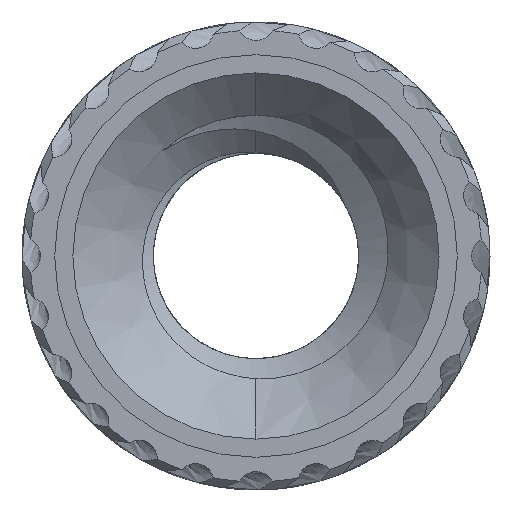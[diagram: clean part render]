
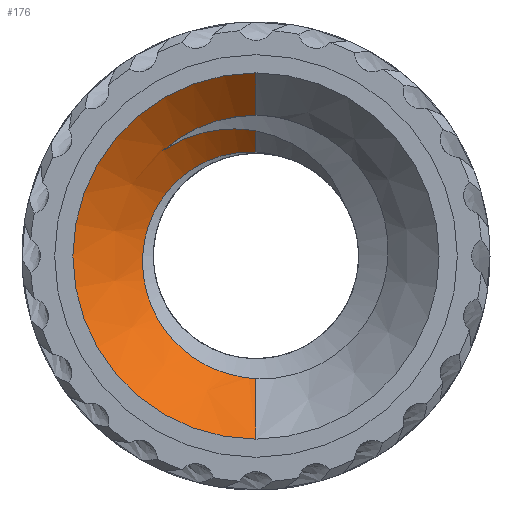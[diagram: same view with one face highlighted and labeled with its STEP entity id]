
A CAD part, front view. The second image highlights one B-rep face of the part: STEP entity #176.
In plain terms, the highlighted conical face has half-angle 45 degrees and reference radius 1.421 mm.
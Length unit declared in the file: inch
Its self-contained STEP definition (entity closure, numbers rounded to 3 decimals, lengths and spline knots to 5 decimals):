
#176 = ADVANCED_FACE ( 'NONE', ( #7702 ), #2006, .F. ) ;
#291 = VERTEX_POINT ( 'NONE', #5878 ) ;
#413 = CARTESIAN_POINT ( 'NONE',  ( 0., 0.01775, 0.0382 ) ) ;
#685 = CARTESIAN_POINT ( 'NONE',  ( -0.03458, 0.021, -0.00676 ) ) ;
#975 = LINE ( 'NONE', #10295, #11378 ) ;
#1341 = EDGE_CURVE ( 'NONE', #1399, #8770, #1988, .T. ) ;
#1399 = VERTEX_POINT ( 'NONE', #8186 ) ;
#1679 = CARTESIAN_POINT ( 'NONE',  ( 0., 0.02416, 0.03178 ) ) ;
#1723 = CARTESIAN_POINT ( 'NONE',  ( -0.03012, 0.02027, -0.01964 ) ) ;
#1868 = CARTESIAN_POINT ( 'NONE',  ( 0., 0.01775, 0.0382 ) ) ;
#1988 = LINE ( 'NONE', #3793, #7379 ) ;
#2006 = CONICAL_SURFACE ( 'NONE', #10542, 0.05594, 0.785 ) ;
#2328 = DIRECTION ( 'NONE',  ( 0., -0.707, -0.707 ) ) ;
#2403 = CIRCLE ( 'NONE', #8745, 0.05594 ) ;
#2443 = CARTESIAN_POINT ( 'NONE',  ( 0., 0., 0. ) ) ;
#2720 = CARTESIAN_POINT ( 'NONE',  ( -0.00451, 0.02389, 0.03205 ) ) ;
#2760 = CARTESIAN_POINT ( 'NONE',  ( -0.01793, 0.01935, -0.03317 ) ) ;
#3244 = CARTESIAN_POINT ( 'NONE',  ( -0.02842, 0.01294, 0.03227 ) ) ;
#3392 = ORIENTED_EDGE ( 'NONE', *, *, #7032, .F. ) ;
#3466 = DIRECTION ( 'NONE',  ( 1., 0., 0. ) ) ;
#3471 = CARTESIAN_POINT ( 'NONE',  ( -0.01966, 0.01439, 0.03694 ) ) ;
#3744 = CARTESIAN_POINT ( 'NONE',  ( -0.0091, 0.02363, 0.03134 ) ) ;
#3785 = CARTESIAN_POINT ( 'NONE',  ( 0., 0.01849, -0.03746 ) ) ;
#3793 = CARTESIAN_POINT ( 'NONE',  ( 0., 0., -0.05594 ) ) ;
#3931 = ORIENTED_EDGE ( 'NONE', *, *, #1341, .F. ) ;
#4329 = EDGE_CURVE ( 'NONE', #291, #1399, #4771, .T. ) ;
#4741 = CARTESIAN_POINT ( 'NONE',  ( -0.02147, 0.02292, 0.0255 ) ) ;
#4771 = B_SPLINE_CURVE_WITH_KNOTS ( 'NONE', 3,
 ( #1679, #2720, #3744, #10747, #4741, #11725, #5785, #12869, #6802, #685, #7791, #1723, #8788, #2760, #9799, #3785 ),
 .UNSPECIFIED., .F., .F.,
 ( 4, 2, 2, 2, 2, 2, 2, 4 ),
 ( 0.00017, 0.00052, 0.00086, 0.00121, 0.00155, 0.0019, 0.00224, 0.00293 ),
 .UNSPECIFIED. ) ;
#4890 = DIRECTION ( 'NONE',  ( 0., -1., 0. ) ) ;
#4952 = VECTOR ( 'NONE', #6661, 39.37008 ) ;
#5003 = ORIENTED_EDGE ( 'NONE', *, *, #4329, .F. ) ;
#5617 = B_SPLINE_CURVE_WITH_KNOTS ( 'NONE', 3,
 ( #11465, #10497, #3471, #12551, #6538, #413 ),
 .UNSPECIFIED., .F., .F.,
 ( 4, 2, 4 ),
 ( 0., 0.00038, 0.00076 ),
 .UNSPECIFIED. ) ;
#5785 = CARTESIAN_POINT ( 'NONE',  ( -0.03049, 0.02215, 0.01524 ) ) ;
#5878 = CARTESIAN_POINT ( 'NONE',  ( 0., 0.02416, 0.03178 ) ) ;
#5930 = EDGE_CURVE ( 'NONE', #9252, #11046, #7955, .T. ) ;
#6538 = CARTESIAN_POINT ( 'NONE',  ( -0.00491, 0.01684, 0.0391 ) ) ;
#6661 = DIRECTION ( 'NONE',  ( 0., -0.707, 0.707 ) ) ;
#6802 = CARTESIAN_POINT ( 'NONE',  ( -0.03473, 0.02144, 0.00229 ) ) ;
#7032 = EDGE_CURVE ( 'NONE', #11046, #12005, #5617, .T. ) ;
#7110 = ORIENTED_EDGE ( 'NONE', *, *, #8681, .T. ) ;
#7136 = EDGE_CURVE ( 'NONE', #9252, #12674, #10287, .T. ) ;
#7359 = AXIS2_PLACEMENT_3D ( 'NONE', #10879, #4890, #11876 ) ;
#7379 = VECTOR ( 'NONE', #2328, 39.37008 ) ;
#7663 = EDGE_CURVE ( 'NONE', #12674, #8770, #2403, .T. ) ;
#7702 = FACE_OUTER_BOUND ( 'NONE', #12959, .T. ) ;
#7791 = CARTESIAN_POINT ( 'NONE',  ( -0.03363, 0.02076, -0.01129 ) ) ;
#7955 = CIRCLE ( 'NONE', #7359, 0.043 ) ;
#8186 = CARTESIAN_POINT ( 'NONE',  ( 0., 0.01849, -0.03746 ) ) ;
#8681 = EDGE_CURVE ( 'NONE', #291, #12005, #975, .T. ) ;
#8745 = AXIS2_PLACEMENT_3D ( 'NONE', #2443, #9492, #3466 ) ;
#8770 = VERTEX_POINT ( 'NONE', #9721 ) ;
#8788 = CARTESIAN_POINT ( 'NONE',  ( -0.02756, 0.02003, -0.02347 ) ) ;
#9252 = VERTEX_POINT ( 'NONE', #10058 ) ;
#9281 = DIRECTION ( 'NONE',  ( 0., -0.707, 0.707 ) ) ;
#9492 = DIRECTION ( 'NONE',  ( 0., -1., 0. ) ) ;
#9721 = CARTESIAN_POINT ( 'NONE',  ( 0., 0., -0.05594 ) ) ;
#9799 = CARTESIAN_POINT ( 'NONE',  ( -0.00908, 0.01895, -0.037 ) ) ;
#9962 = CARTESIAN_POINT ( 'NONE',  ( 0., 0., 0.05594 ) ) ;
#10058 = CARTESIAN_POINT ( 'NONE',  ( 0., 0.01294, 0.043 ) ) ;
#10287 = LINE ( 'NONE', #12766, #4952 ) ;
#10295 = CARTESIAN_POINT ( 'NONE',  ( 0., 0., 0.05594 ) ) ;
#10368 = ORIENTED_EDGE ( 'NONE', *, *, #7663, .T. ) ;
#10497 = CARTESIAN_POINT ( 'NONE',  ( -0.0242, 0.01371, 0.03496 ) ) ;
#10542 = AXIS2_PLACEMENT_3D ( 'NONE', #11344, #11384, #11325 ) ;
#10747 = CARTESIAN_POINT ( 'NONE',  ( -0.0176, 0.02314, 0.02805 ) ) ;
#10879 = CARTESIAN_POINT ( 'NONE',  ( 0., 0.01294, 0. ) ) ;
#11046 = VERTEX_POINT ( 'NONE', #3244 ) ;
#11325 = DIRECTION ( 'NONE',  ( 0., 0., -1. ) ) ;
#11344 = CARTESIAN_POINT ( 'NONE',  ( 0., 0., 0. ) ) ;
#11378 = VECTOR ( 'NONE', #9281, 39.37008 ) ;
#11384 = DIRECTION ( 'NONE',  ( 0., -1., 0. ) ) ;
#11401 = ORIENTED_EDGE ( 'NONE', *, *, #5930, .F. ) ;
#11465 = CARTESIAN_POINT ( 'NONE',  ( -0.02842, 0.01294, 0.03227 ) ) ;
#11725 = CARTESIAN_POINT ( 'NONE',  ( -0.02793, 0.02241, 0.0191 ) ) ;
#11836 = ORIENTED_EDGE ( 'NONE', *, *, #7136, .T. ) ;
#11876 = DIRECTION ( 'NONE',  ( 0., 0., -1. ) ) ;
#12005 = VERTEX_POINT ( 'NONE', #1868 ) ;
#12551 = CARTESIAN_POINT ( 'NONE',  ( -0.00986, 0.01599, 0.03903 ) ) ;
#12674 = VERTEX_POINT ( 'NONE', #9962 ) ;
#12766 = CARTESIAN_POINT ( 'NONE',  ( 0., 0., 0.05594 ) ) ;
#12869 = CARTESIAN_POINT ( 'NONE',  ( -0.03389, 0.02166, 0.00687 ) ) ;
#12959 = EDGE_LOOP ( 'NONE', ( #5003, #7110, #3392, #11401, #11836, #10368, #3931 ) ) ;
